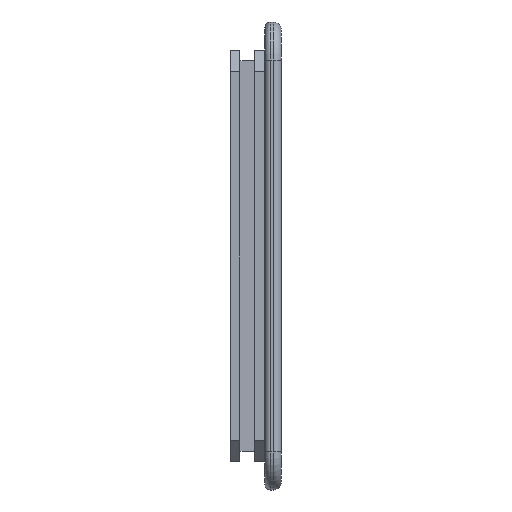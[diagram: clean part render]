
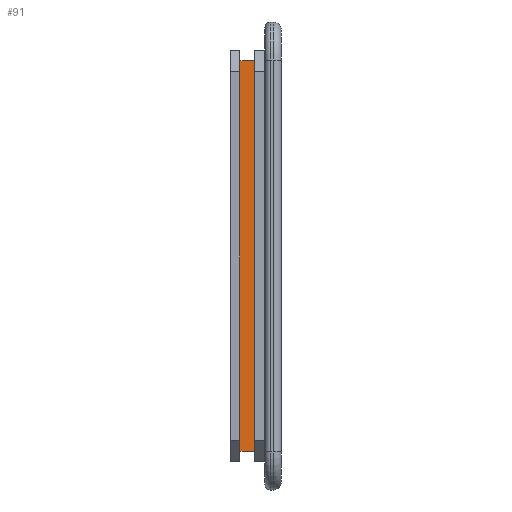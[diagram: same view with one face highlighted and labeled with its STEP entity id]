
A CAD part, left-side view. The second image highlights one B-rep face of the part: STEP entity #91.
In plain terms, the highlighted planar face has unit normal (-1, 0, 0).
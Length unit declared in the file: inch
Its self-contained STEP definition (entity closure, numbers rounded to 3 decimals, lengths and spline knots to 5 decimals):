
#86 = LINE ( 'NONE', #230, #420 ) ;
#91 = ADVANCED_FACE ( 'NONE', ( #652 ), #802, .T. ) ;
#163 = CARTESIAN_POINT ( 'NONE',  ( 0.0715, 0.049, -0.7885 ) ) ;
#185 = CARTESIAN_POINT ( 'NONE',  ( 0.0715, 0.049, -0.7885 ) ) ;
#219 = DIRECTION ( 'NONE',  ( 0., 1., 0. ) ) ;
#230 = CARTESIAN_POINT ( 'NONE',  ( 0.0715, 0.049, -0.0715 ) ) ;
#321 = CARTESIAN_POINT ( 'NONE',  ( 0.0715, 0.049, -0.7885 ) ) ;
#398 = LINE ( 'NONE', #1216, #1251 ) ;
#420 = VECTOR ( 'NONE', #2004, 39.37008 ) ;
#476 = DIRECTION ( 'NONE',  ( 0., 0., 1. ) ) ;
#505 = VECTOR ( 'NONE', #476, 39.37008 ) ;
#522 = VERTEX_POINT ( 'NONE', #1912 ) ;
#620 = EDGE_CURVE ( 'NONE', #2023, #953, #1468, .T. ) ;
#652 = FACE_OUTER_BOUND ( 'NONE', #1700, .T. ) ;
#683 = DIRECTION ( 'NONE',  ( 0., 0., 1. ) ) ;
#691 = EDGE_CURVE ( 'NONE', #953, #1398, #86, .T. ) ;
#716 = EDGE_CURVE ( 'NONE', #2023, #522, #398, .T. ) ;
#802 = PLANE ( 'NONE',  #1630 ) ;
#813 = LINE ( 'NONE', #1933, #505 ) ;
#953 = VERTEX_POINT ( 'NONE', #1110 ) ;
#1110 = CARTESIAN_POINT ( 'NONE',  ( 0.0715, 0.049, -0.0715 ) ) ;
#1142 = ORIENTED_EDGE ( 'NONE', *, *, #620, .T. ) ;
#1216 = CARTESIAN_POINT ( 'NONE',  ( 0.0715, 0.049, -0.7885 ) ) ;
#1251 = VECTOR ( 'NONE', #219, 39.37008 ) ;
#1398 = VERTEX_POINT ( 'NONE', #2049 ) ;
#1468 = LINE ( 'NONE', #185, #1691 ) ;
#1598 = DIRECTION ( 'NONE',  ( 0., 0., 1. ) ) ;
#1620 = ORIENTED_EDGE ( 'NONE', *, *, #691, .T. ) ;
#1630 = AXIS2_PLACEMENT_3D ( 'NONE', #321, #2098, #1598 ) ;
#1643 = ORIENTED_EDGE ( 'NONE', *, *, #716, .F. ) ;
#1691 = VECTOR ( 'NONE', #683, 39.37008 ) ;
#1700 = EDGE_LOOP ( 'NONE', ( #1954, #1643, #1142, #1620 ) ) ;
#1912 = CARTESIAN_POINT ( 'NONE',  ( 0.0715, 0.076, -0.7885 ) ) ;
#1933 = CARTESIAN_POINT ( 'NONE',  ( 0.0715, 0.076, -0.7885 ) ) ;
#1954 = ORIENTED_EDGE ( 'NONE', *, *, #2032, .F. ) ;
#2004 = DIRECTION ( 'NONE',  ( 0., 1., 0. ) ) ;
#2023 = VERTEX_POINT ( 'NONE', #163 ) ;
#2032 = EDGE_CURVE ( 'NONE', #522, #1398, #813, .T. ) ;
#2049 = CARTESIAN_POINT ( 'NONE',  ( 0.0715, 0.076, -0.0715 ) ) ;
#2098 = DIRECTION ( 'NONE',  ( -1., 0., 0. ) ) ;
